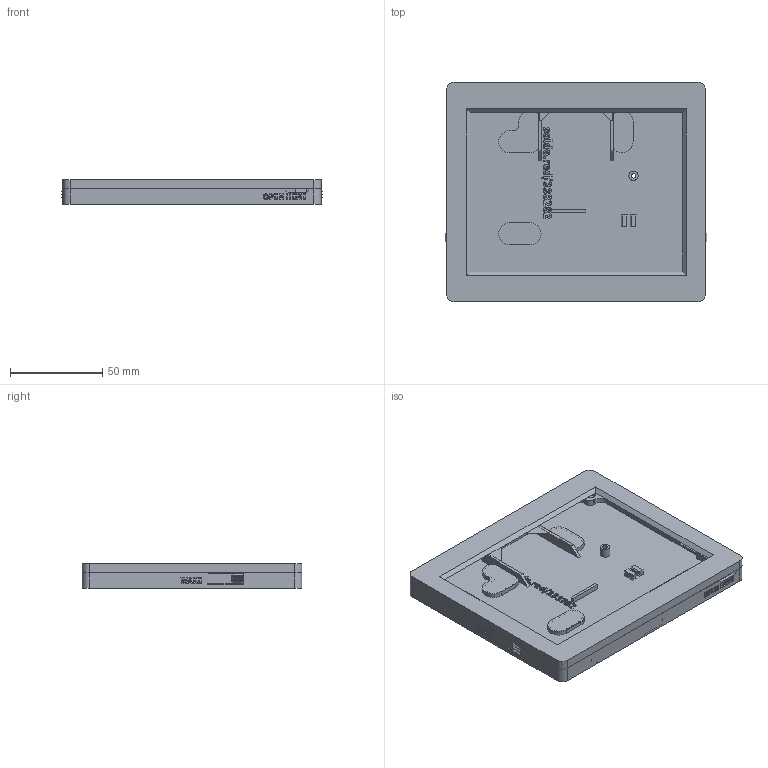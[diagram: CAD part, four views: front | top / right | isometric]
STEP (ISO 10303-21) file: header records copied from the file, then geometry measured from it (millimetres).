
FILE_DESCRIPTION(/* description */ (''),/* implementation_level */ '2;1');
FILE_NAME(/* name */ 'Inkplate 6Color v1.2.0. Case.step',/* time_stamp */ '2023-06-06T14:12:46+02:00',/* author */ (''),/* organization */ (''),/* preprocessor_version */ 'ST-DEVELOPER v19.2',/* originating_system */ 'Autodesk Translation Framework v12.6.0.85',/* authorisation */ '');
FILE_SCHEMA (('AUTOMOTIVE_DESIGN { 1 0 10303 214 3 1 1 }'));
Length unit declared in the file: millimetre
Products named in the file (3): Inkplate 6Color Case; Inkplate 6Color v1.2.0. Top; Inkplate 6Color v1.2.0. Bottom
Assembly tree (2 placements, depth 2):
  Inkplate 6Color Case
    Inkplate 6Color v1.2.0. Top
    Inkplate 6Color v1.2.0. Bottom
Bounding box: 142 x 119.4 x 13.5 mm (x, y, z)
Volume: 48686.3 mm3; surface area: 68140.8 mm2
Topology: 2 solids, 2 shells, 1308 faces, 3625 edges, 2395 vertices
Faces by surface type: plane 819, bspline 421, cylinder 60, cone 8
Full cylindrical faces by diameter (mm): 2.5 x1, 5 x1, 6.3 x4
Entity records: 45034 total; most frequent: CARTESIAN_POINT 14410, ORIENTED_EDGE 7250, DIRECTION 4705, EDGE_CURVE 3625, LINE 2645, VECTOR 2645, VERTEX_POINT 2395, EDGE_LOOP 1394
